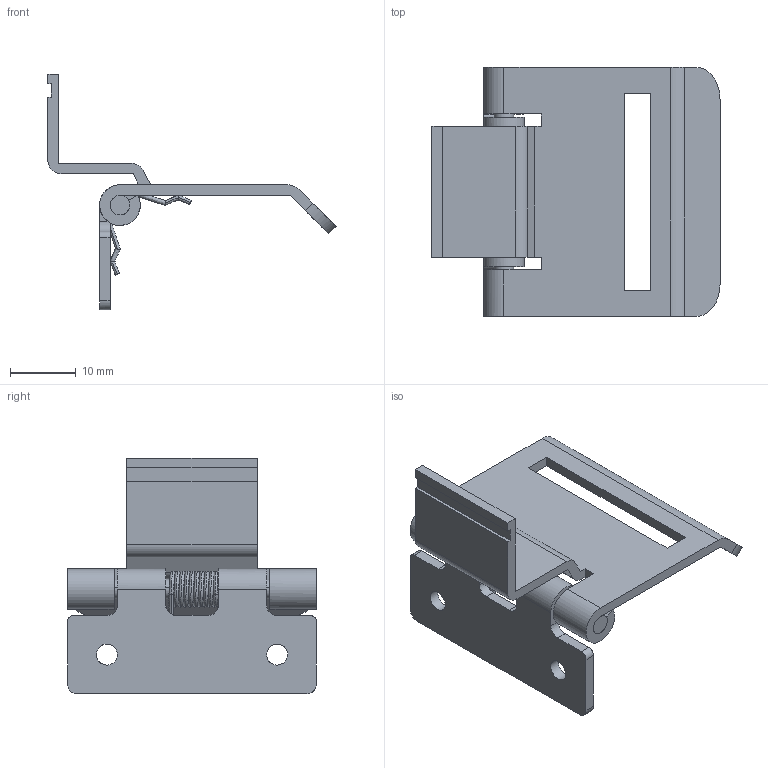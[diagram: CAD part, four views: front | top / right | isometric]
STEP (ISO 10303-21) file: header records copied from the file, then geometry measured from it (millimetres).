
FILE_DESCRIPTION((''),'2;1');
FILE_NAME('','2005-07-15T15:33:06',(''),(''),'','CADfix','');
FILE_SCHEMA(('AUTOMOTIVE_DESIGN'));
Length unit declared in the file: millimetre
Products named in the file (5): spring; shaft; base; latch; TL_234_29907_36
Assembly tree (4 placements, depth 2):
  TL_234_29907_36
    spring
    shaft
    base
    latch
Bounding box: 44 x 38 x 36 mm (x, y, z)
Volume: 4364.7 mm3; surface area: 6643.4 mm2
Topology: 4 solids, 4 shells, 96 faces, 290 edges, 202 vertices
Faces by surface type: bspline 96
Entity records: 7720 total; most frequent: CARTESIAN_POINT 5960, ORIENTED_EDGE 580, EDGE_CURVE 290, VERTEX_POINT 202, QUASI_UNIFORM_CURVE 158, EDGE_LOOP 102, FACE_OUTER_BOUND 96, ADVANCED_FACE 96
